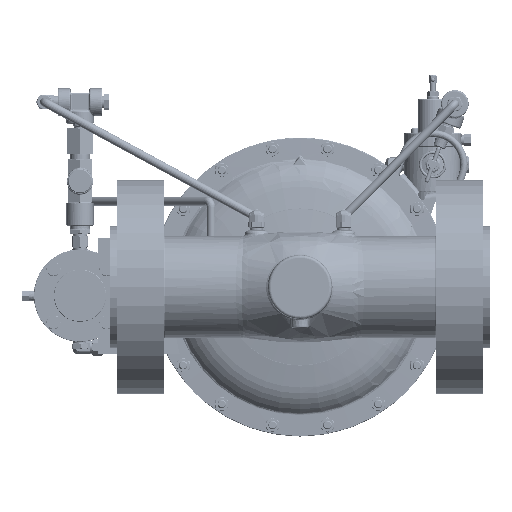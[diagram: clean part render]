
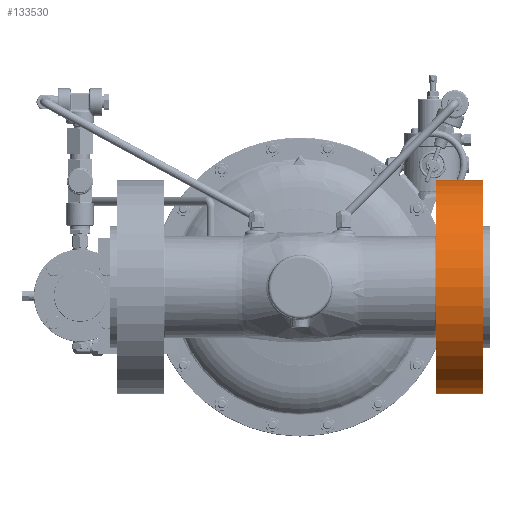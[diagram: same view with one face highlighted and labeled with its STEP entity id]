
A CAD part, front view. The second image highlights one B-rep face of the part: STEP entity #133530.
In plain terms, the highlighted cylindrical face has radius 117.475 mm (diameter 234.95 mm), a partial arc.
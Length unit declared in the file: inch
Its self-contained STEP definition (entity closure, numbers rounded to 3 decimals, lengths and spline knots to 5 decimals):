
#4852 = DIRECTION ( 'NONE',  ( 1., 0., 0. ) ) ;
#7340 = VECTOR ( 'NONE', #4852, 39.37008 ) ;
#9168 = CYLINDRICAL_SURFACE ( 'NONE', #219036, 4.625 ) ;
#33983 = LINE ( 'NONE', #112863, #7340 ) ;
#53522 = VERTEX_POINT ( 'NONE', #201888 ) ;
#65270 = EDGE_CURVE ( 'NONE', #232834, #288473, #162797, .T. ) ;
#71072 = CARTESIAN_POINT ( 'NONE',  ( 7.8755, -0.3905, -4.625 ) ) ;
#80465 = AXIS2_PLACEMENT_3D ( 'NONE', #335484, #263204, #129433 ) ;
#110248 = ORIENTED_EDGE ( 'NONE', *, *, #65270, .F. ) ;
#111722 = EDGE_LOOP ( 'NONE', ( #193389, #207593, #178116, #110248 ) ) ;
#112030 = LINE ( 'NONE', #139464, #233970 ) ;
#112863 = CARTESIAN_POINT ( 'NONE',  ( 6.7705, -0.3905, -4.625 ) ) ;
#113742 = FACE_OUTER_BOUND ( 'NONE', #111722, .T. ) ;
#120582 = DIRECTION ( 'NONE',  ( -1., 0., 0. ) ) ;
#129433 = DIRECTION ( 'NONE',  ( 0., 0., -1. ) ) ;
#133530 = ADVANCED_FACE ( 'NONE', ( #113742 ), #9168, .T. ) ;
#139464 = CARTESIAN_POINT ( 'NONE',  ( 6.7705, -0.3905, 4.625 ) ) ;
#162797 = CIRCLE ( 'NONE', #80465, 4.625 ) ;
#164658 = EDGE_CURVE ( 'NONE', #53522, #232834, #112030, .T. ) ;
#166974 = DIRECTION ( 'NONE',  ( 1., 0., 0. ) ) ;
#178116 = ORIENTED_EDGE ( 'NONE', *, *, #206442, .T. ) ;
#187572 = DIRECTION ( 'NONE',  ( 1., 0., 0. ) ) ;
#189292 = DIRECTION ( 'NONE',  ( 0., 0., -1. ) ) ;
#193389 = ORIENTED_EDGE ( 'NONE', *, *, #164658, .F. ) ;
#195101 = AXIS2_PLACEMENT_3D ( 'NONE', #331757, #120582, #251029 ) ;
#201888 = CARTESIAN_POINT ( 'NONE',  ( 5.8755, -0.3905, 4.625 ) ) ;
#206442 = EDGE_CURVE ( 'NONE', #310612, #288473, #33983, .T. ) ;
#207593 = ORIENTED_EDGE ( 'NONE', *, *, #296397, .F. ) ;
#219036 = AXIS2_PLACEMENT_3D ( 'NONE', #269980, #166974, #189292 ) ;
#232834 = VERTEX_POINT ( 'NONE', #287518 ) ;
#233970 = VECTOR ( 'NONE', #187572, 39.37008 ) ;
#249748 = CIRCLE ( 'NONE', #195101, 4.625 ) ;
#251029 = DIRECTION ( 'NONE',  ( 0., 0., 1. ) ) ;
#263204 = DIRECTION ( 'NONE',  ( 1., 0., 0. ) ) ;
#269980 = CARTESIAN_POINT ( 'NONE',  ( 6.7705, -0.3905, 0. ) ) ;
#287518 = CARTESIAN_POINT ( 'NONE',  ( 7.8755, -0.3905, 4.625 ) ) ;
#288473 = VERTEX_POINT ( 'NONE', #71072 ) ;
#296397 = EDGE_CURVE ( 'NONE', #310612, #53522, #249748, .T. ) ;
#310612 = VERTEX_POINT ( 'NONE', #336068 ) ;
#331757 = CARTESIAN_POINT ( 'NONE',  ( 5.8755, -0.3905, 0. ) ) ;
#335484 = CARTESIAN_POINT ( 'NONE',  ( 7.8755, -0.3905, 0. ) ) ;
#336068 = CARTESIAN_POINT ( 'NONE',  ( 5.8755, -0.3905, -4.625 ) ) ;
